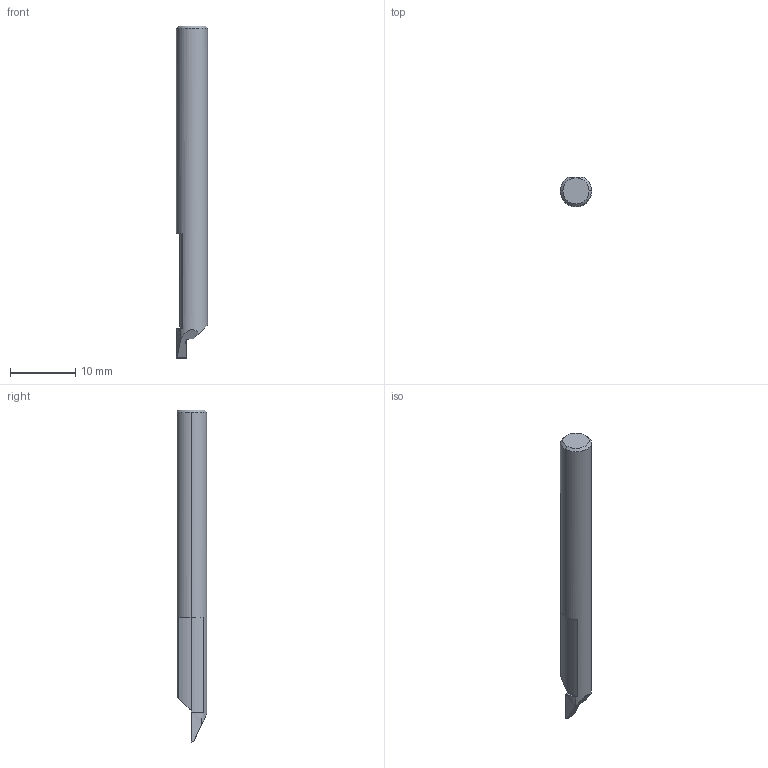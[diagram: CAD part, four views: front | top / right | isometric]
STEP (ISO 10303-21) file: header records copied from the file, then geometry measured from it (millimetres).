
FILE_DESCRIPTION (( 'STEP AP214' ), '1' );
FILE_NAME ('Micro_FG-187-062-100X.STEP', '2021-09-08T13:42:59', ( '' ), ( '' ), 'SwSTEP 2.0', 'SolidWorks 2020', '' );
FILE_SCHEMA (( 'AUTOMOTIVE_DESIGN' ));
Length unit declared in the file: inch
Products named in the file (1): Micro_FG-187-062-100X
Bounding box: 4.76 x 4.51 x 50.8 mm (x, y, z)
Volume: 791.5 mm3; surface area: 732.5 mm2
Topology: 1 solids, 1 shells, 22 faces, 57 edges, 37 vertices
Faces by surface type: plane 12, cylinder 7, cone 3
Entity records: 718 total; most frequent: CARTESIAN_POINT 168, ORIENTED_EDGE 114, DIRECTION 100, EDGE_CURVE 57, VERTEX_POINT 37, AXIS2_PLACEMENT_3D 35, LINE 30, VECTOR 30
